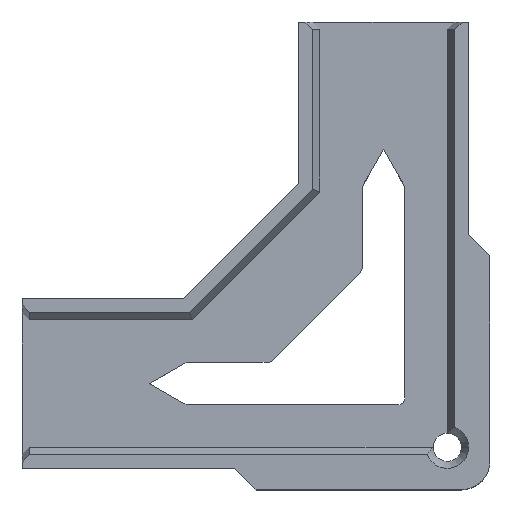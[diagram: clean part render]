
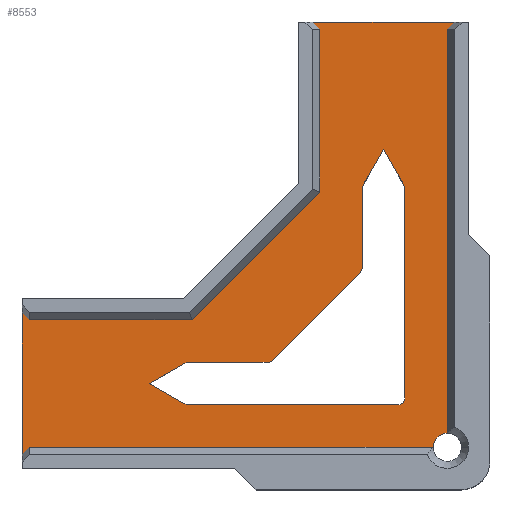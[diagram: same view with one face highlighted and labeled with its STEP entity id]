
A CAD part, top view. The second image highlights one B-rep face of the part: STEP entity #8553.
In plain terms, the highlighted planar face has unit normal (0, 0, 1).
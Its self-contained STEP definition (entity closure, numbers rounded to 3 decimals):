
#2207 = VERTEX_POINT('',#2208);
#2208 = CARTESIAN_POINT('',(-60.,-1.,3.));
#2214 = EDGE_CURVE('',#2215,#2207,#2217,.T.);
#2215 = VERTEX_POINT('',#2216);
#2216 = CARTESIAN_POINT('',(-60.,0.,3.));
#2217 = LINE('',#2218,#2219);
#2218 = CARTESIAN_POINT('',(-60.,16.078,3.));
#2219 = VECTOR('',#2220,1.);
#2220 = DIRECTION('',(-0.,-1.,-0.));
#2222 = EDGE_CURVE('',#2215,#2223,#2225,.T.);
#2223 = VERTEX_POINT('',#2224);
#2224 = CARTESIAN_POINT('',(-60.,18.,3.));
#2225 = LINE('',#2226,#2227);
#2226 = CARTESIAN_POINT('',(-60.,0.,3.));
#2227 = VECTOR('',#2228,1.);
#2228 = DIRECTION('',(0.,1.,0.));
#2230 = EDGE_CURVE('',#2223,#2231,#2233,.T.);
#2231 = VERTEX_POINT('',#2232);
#2232 = CARTESIAN_POINT('',(-60.,19.,3.));
#2233 = LINE('',#2234,#2235);
#2234 = CARTESIAN_POINT('',(-60.,16.078,3.));
#2235 = VECTOR('',#2236,1.);
#2236 = DIRECTION('',(0.,1.,0.));
#2327 = VERTEX_POINT('',#2328);
#2328 = CARTESIAN_POINT('',(-19.,60.,3.));
#2334 = EDGE_CURVE('',#2335,#2327,#2337,.T.);
#2335 = VERTEX_POINT('',#2336);
#2336 = CARTESIAN_POINT('',(-18.,60.,3.));
#2337 = LINE('',#2338,#2339);
#2338 = CARTESIAN_POINT('',(-16.078,60.,3.));
#2339 = VECTOR('',#2340,1.);
#2340 = DIRECTION('',(-1.,-0.,-0.));
#2342 = EDGE_CURVE('',#2335,#2343,#2345,.T.);
#2343 = VERTEX_POINT('',#2344);
#2344 = CARTESIAN_POINT('',(0.,60.,3.));
#2345 = LINE('',#2346,#2347);
#2346 = CARTESIAN_POINT('',(-18.,60.,3.));
#2347 = VECTOR('',#2348,1.);
#2348 = DIRECTION('',(1.,0.,0.));
#2350 = EDGE_CURVE('',#2343,#2351,#2353,.T.);
#2351 = VERTEX_POINT('',#2352);
#2352 = CARTESIAN_POINT('',(1.,60.,3.));
#2353 = LINE('',#2354,#2355);
#2354 = CARTESIAN_POINT('',(-16.078,60.,3.));
#2355 = VECTOR('',#2356,1.);
#2356 = DIRECTION('',(1.,0.,0.));
#2457 = VERTEX_POINT('',#2458);
#2458 = CARTESIAN_POINT('',(-2.,0.,3.));
#2464 = EDGE_CURVE('',#2457,#2465,#2467,.T.);
#2465 = VERTEX_POINT('',#2466);
#2466 = CARTESIAN_POINT('',(0.,2.,3.));
#2467 = CIRCLE('',#2468,2.);
#2468 = AXIS2_PLACEMENT_3D('',#2469,#2470,#2471);
#2469 = CARTESIAN_POINT('',(0.,0.,3.));
#2470 = DIRECTION('',(0.,0.,-1.));
#2471 = DIRECTION('',(1.,0.,0.));
#5494 = EDGE_CURVE('',#5495,#5497,#5499,.T.);
#5495 = VERTEX_POINT('',#5496);
#5496 = CARTESIAN_POINT('',(-37.036,11.866,3.));
#5497 = VERTEX_POINT('',#5498);
#5498 = CARTESIAN_POINT('',(-42.,9.,3.));
#5499 = LINE('',#5500,#5501);
#5500 = CARTESIAN_POINT('',(-36.804,12.,3.));
#5501 = VECTOR('',#5502,1.);
#5502 = DIRECTION('',(-0.866,-0.5,0.));
#5525 = EDGE_CURVE('',#5495,#5526,#5528,.T.);
#5526 = VERTEX_POINT('',#5527);
#5527 = CARTESIAN_POINT('',(-36.536,12.,3.));
#5528 = CIRCLE('',#5529,1.);
#5529 = AXIS2_PLACEMENT_3D('',#5530,#5531,#5532);
#5530 = CARTESIAN_POINT('',(-36.536,11.,3.));
#5531 = DIRECTION('',(0.,0.,-1.));
#5532 = DIRECTION('',(0.,1.,0.));
#5550 = EDGE_CURVE('',#5497,#5551,#5553,.T.);
#5551 = VERTEX_POINT('',#5552);
#5552 = CARTESIAN_POINT('',(-37.036,6.134,3.));
#5553 = LINE('',#5554,#5555);
#5554 = CARTESIAN_POINT('',(-42.,9.,3.));
#5555 = VECTOR('',#5556,1.);
#5556 = DIRECTION('',(0.866,-0.5,0.));
#5574 = EDGE_CURVE('',#5526,#5575,#5577,.T.);
#5575 = VERTEX_POINT('',#5576);
#5576 = CARTESIAN_POINT('',(-25.444,12.,3.));
#5577 = LINE('',#5578,#5579);
#5578 = CARTESIAN_POINT('',(-36.804,12.,3.));
#5579 = VECTOR('',#5580,1.);
#5580 = DIRECTION('',(1.,0.,0.));
#5598 = EDGE_CURVE('',#5551,#5599,#5601,.T.);
#5599 = VERTEX_POINT('',#5600);
#5600 = CARTESIAN_POINT('',(-36.536,6.,3.));
#5601 = CIRCLE('',#5602,1.);
#5602 = AXIS2_PLACEMENT_3D('',#5603,#5604,#5605);
#5603 = CARTESIAN_POINT('',(-36.536,7.,3.));
#5604 = DIRECTION('',(0.,-0.,1.));
#5605 = DIRECTION('',(0.,1.,0.));
#5623 = EDGE_CURVE('',#5575,#5624,#5626,.T.);
#5624 = VERTEX_POINT('',#5625);
#5625 = CARTESIAN_POINT('',(-24.737,12.293,3.));
#5626 = CIRCLE('',#5627,1.);
#5627 = AXIS2_PLACEMENT_3D('',#5628,#5629,#5630);
#5628 = CARTESIAN_POINT('',(-25.444,13.,3.));
#5629 = DIRECTION('',(0.,-0.,1.));
#5630 = DIRECTION('',(0.,1.,0.));
#5648 = EDGE_CURVE('',#5649,#5599,#5651,.T.);
#5649 = VERTEX_POINT('',#5650);
#5650 = CARTESIAN_POINT('',(-7.,6.,3.));
#5651 = LINE('',#5652,#5653);
#5652 = CARTESIAN_POINT('',(-6.,6.,3.));
#5653 = VECTOR('',#5654,1.);
#5654 = DIRECTION('',(-1.,0.,0.));
#5672 = EDGE_CURVE('',#5624,#5673,#5675,.T.);
#5673 = VERTEX_POINT('',#5674);
#5674 = CARTESIAN_POINT('',(-12.293,24.737,3.));
#5675 = LINE('',#5676,#5677);
#5676 = CARTESIAN_POINT('',(-25.029,12.,3.));
#5677 = VECTOR('',#5678,1.);
#5678 = DIRECTION('',(0.707,0.707,0.));
#5696 = EDGE_CURVE('',#5649,#5697,#5699,.T.);
#5697 = VERTEX_POINT('',#5698);
#5698 = CARTESIAN_POINT('',(-6.,7.,3.));
#5699 = CIRCLE('',#5700,1.);
#5700 = AXIS2_PLACEMENT_3D('',#5701,#5702,#5703);
#5701 = CARTESIAN_POINT('',(-7.,7.,3.));
#5702 = DIRECTION('',(0.,-0.,1.));
#5703 = DIRECTION('',(0.,1.,0.));
#5721 = EDGE_CURVE('',#5673,#5722,#5724,.T.);
#5722 = VERTEX_POINT('',#5723);
#5723 = CARTESIAN_POINT('',(-12.,25.444,3.));
#5724 = CIRCLE('',#5725,1.);
#5725 = AXIS2_PLACEMENT_3D('',#5726,#5727,#5728);
#5726 = CARTESIAN_POINT('',(-13.,25.444,3.));
#5727 = DIRECTION('',(0.,-0.,1.));
#5728 = DIRECTION('',(0.,1.,0.));
#5746 = EDGE_CURVE('',#5747,#5697,#5749,.T.);
#5747 = VERTEX_POINT('',#5748);
#5748 = CARTESIAN_POINT('',(-6.,36.536,3.));
#5749 = LINE('',#5750,#5751);
#5750 = CARTESIAN_POINT('',(-6.,36.804,3.));
#5751 = VECTOR('',#5752,1.);
#5752 = DIRECTION('',(0.,-1.,0.));
#5770 = EDGE_CURVE('',#5722,#5771,#5773,.T.);
#5771 = VERTEX_POINT('',#5772);
#5772 = CARTESIAN_POINT('',(-12.,36.536,3.));
#5773 = LINE('',#5774,#5775);
#5774 = CARTESIAN_POINT('',(-12.,25.029,3.));
#5775 = VECTOR('',#5776,1.);
#5776 = DIRECTION('',(0.,1.,0.));
#5794 = EDGE_CURVE('',#5747,#5795,#5797,.T.);
#5795 = VERTEX_POINT('',#5796);
#5796 = CARTESIAN_POINT('',(-6.134,37.036,3.));
#5797 = CIRCLE('',#5798,1.);
#5798 = AXIS2_PLACEMENT_3D('',#5799,#5800,#5801);
#5799 = CARTESIAN_POINT('',(-7.,36.536,3.));
#5800 = DIRECTION('',(0.,-0.,1.));
#5801 = DIRECTION('',(0.,1.,0.));
#5819 = EDGE_CURVE('',#5771,#5820,#5822,.T.);
#5820 = VERTEX_POINT('',#5821);
#5821 = CARTESIAN_POINT('',(-11.866,37.036,3.));
#5822 = CIRCLE('',#5823,1.);
#5823 = AXIS2_PLACEMENT_3D('',#5824,#5825,#5826);
#5824 = CARTESIAN_POINT('',(-11.,36.536,3.));
#5825 = DIRECTION('',(0.,0.,-1.));
#5826 = DIRECTION('',(0.,1.,0.));
#5844 = EDGE_CURVE('',#5845,#5795,#5847,.T.);
#5845 = VERTEX_POINT('',#5846);
#5846 = CARTESIAN_POINT('',(-9.,42.,3.));
#5847 = LINE('',#5848,#5849);
#5848 = CARTESIAN_POINT('',(-9.,42.,3.));
#5849 = VECTOR('',#5850,1.);
#5850 = DIRECTION('',(0.5,-0.866,0.));
#5868 = EDGE_CURVE('',#5820,#5845,#5869,.T.);
#5869 = LINE('',#5870,#5871);
#5870 = CARTESIAN_POINT('',(-12.,36.804,3.));
#5871 = VECTOR('',#5872,1.);
#5872 = DIRECTION('',(0.5,0.866,0.));
#8533 = EDGE_CURVE('',#2231,#8534,#8536,.T.);
#8534 = VERTEX_POINT('',#8535);
#8535 = CARTESIAN_POINT('',(-59.,18.,3.));
#8536 = LINE('',#8537,#8538);
#8537 = CARTESIAN_POINT('',(-51.578,10.578,3.));
#8538 = VECTOR('',#8539,1.);
#8539 = DIRECTION('',(0.707,-0.707,0.));
#8553 = ADVANCED_FACE('',(#8554,#8572),#8640,.T.);
#8554 = FACE_BOUND('',#8555,.T.);
#8555 = EDGE_LOOP('',(#8556,#8557,#8558,#8559,#8560,#8561,#8562,#8563,
    #8564,#8565,#8566,#8567,#8568,#8569,#8570,#8571));
#8556 = ORIENTED_EDGE('',*,*,#5494,.F.);
#8557 = ORIENTED_EDGE('',*,*,#5525,.T.);
#8558 = ORIENTED_EDGE('',*,*,#5574,.T.);
#8559 = ORIENTED_EDGE('',*,*,#5623,.T.);
#8560 = ORIENTED_EDGE('',*,*,#5672,.T.);
#8561 = ORIENTED_EDGE('',*,*,#5721,.T.);
#8562 = ORIENTED_EDGE('',*,*,#5770,.T.);
#8563 = ORIENTED_EDGE('',*,*,#5819,.T.);
#8564 = ORIENTED_EDGE('',*,*,#5868,.T.);
#8565 = ORIENTED_EDGE('',*,*,#5844,.T.);
#8566 = ORIENTED_EDGE('',*,*,#5794,.F.);
#8567 = ORIENTED_EDGE('',*,*,#5746,.T.);
#8568 = ORIENTED_EDGE('',*,*,#5696,.F.);
#8569 = ORIENTED_EDGE('',*,*,#5648,.T.);
#8570 = ORIENTED_EDGE('',*,*,#5598,.F.);
#8571 = ORIENTED_EDGE('',*,*,#5550,.F.);
#8572 = FACE_BOUND('',#8573,.T.);
#8573 = EDGE_LOOP('',(#8574,#8582,#8588,#8589,#8590,#8591,#8599,#8607,
    #8615,#8621,#8622,#8623,#8624,#8625,#8633,#8639));
#8574 = ORIENTED_EDGE('',*,*,#8575,.F.);
#8575 = EDGE_CURVE('',#8576,#2465,#8578,.T.);
#8576 = VERTEX_POINT('',#8577);
#8577 = CARTESIAN_POINT('',(0.,59.,3.));
#8578 = LINE('',#8579,#8580);
#8579 = CARTESIAN_POINT('',(0.,60.,3.));
#8580 = VECTOR('',#8581,1.);
#8581 = DIRECTION('',(0.,-1.,0.));
#8582 = ORIENTED_EDGE('',*,*,#8583,.F.);
#8583 = EDGE_CURVE('',#2351,#8576,#8584,.T.);
#8584 = LINE('',#8585,#8586);
#8585 = CARTESIAN_POINT('',(-14.5,44.5,3.));
#8586 = VECTOR('',#8587,1.);
#8587 = DIRECTION('',(-0.707,-0.707,0.));
#8588 = ORIENTED_EDGE('',*,*,#2350,.F.);
#8589 = ORIENTED_EDGE('',*,*,#2342,.F.);
#8590 = ORIENTED_EDGE('',*,*,#2334,.T.);
#8591 = ORIENTED_EDGE('',*,*,#8592,.T.);
#8592 = EDGE_CURVE('',#2327,#8593,#8595,.T.);
#8593 = VERTEX_POINT('',#8594);
#8594 = CARTESIAN_POINT('',(-18.,59.,3.));
#8595 = LINE('',#8596,#8597);
#8596 = CARTESIAN_POINT('',(-10.578,51.578,3.));
#8597 = VECTOR('',#8598,1.);
#8598 = DIRECTION('',(0.707,-0.707,0.));
#8599 = ORIENTED_EDGE('',*,*,#8600,.F.);
#8600 = EDGE_CURVE('',#8601,#8593,#8603,.T.);
#8601 = VERTEX_POINT('',#8602);
#8602 = CARTESIAN_POINT('',(-18.,36.,3.));
#8603 = LINE('',#8604,#8605);
#8604 = CARTESIAN_POINT('',(-18.,36.,3.));
#8605 = VECTOR('',#8606,1.);
#8606 = DIRECTION('',(0.,1.,0.));
#8607 = ORIENTED_EDGE('',*,*,#8608,.F.);
#8608 = EDGE_CURVE('',#8609,#8601,#8611,.T.);
#8609 = VERTEX_POINT('',#8610);
#8610 = CARTESIAN_POINT('',(-36.,18.,3.));
#8611 = LINE('',#8612,#8613);
#8612 = CARTESIAN_POINT('',(-36.,18.,3.));
#8613 = VECTOR('',#8614,1.);
#8614 = DIRECTION('',(0.707,0.707,0.));
#8615 = ORIENTED_EDGE('',*,*,#8616,.F.);
#8616 = EDGE_CURVE('',#8534,#8609,#8617,.T.);
#8617 = LINE('',#8618,#8619);
#8618 = CARTESIAN_POINT('',(-60.,18.,3.));
#8619 = VECTOR('',#8620,1.);
#8620 = DIRECTION('',(1.,0.,0.));
#8621 = ORIENTED_EDGE('',*,*,#8533,.F.);
#8622 = ORIENTED_EDGE('',*,*,#2230,.F.);
#8623 = ORIENTED_EDGE('',*,*,#2222,.F.);
#8624 = ORIENTED_EDGE('',*,*,#2214,.T.);
#8625 = ORIENTED_EDGE('',*,*,#8626,.T.);
#8626 = EDGE_CURVE('',#2207,#8627,#8629,.T.);
#8627 = VERTEX_POINT('',#8628);
#8628 = CARTESIAN_POINT('',(-59.,0.,3.));
#8629 = LINE('',#8630,#8631);
#8630 = CARTESIAN_POINT('',(-44.5,14.5,3.));
#8631 = VECTOR('',#8632,1.);
#8632 = DIRECTION('',(0.707,0.707,0.));
#8633 = ORIENTED_EDGE('',*,*,#8634,.F.);
#8634 = EDGE_CURVE('',#2457,#8627,#8635,.T.);
#8635 = LINE('',#8636,#8637);
#8636 = CARTESIAN_POINT('',(0.,0.,3.));
#8637 = VECTOR('',#8638,1.);
#8638 = DIRECTION('',(-1.,0.,0.));
#8639 = ORIENTED_EDGE('',*,*,#2464,.T.);
#8640 = PLANE('',#8641);
#8641 = AXIS2_PLACEMENT_3D('',#8642,#8643,#8644);
#8642 = CARTESIAN_POINT('',(-23.156,23.156,3.));
#8643 = DIRECTION('',(0.,0.,1.));
#8644 = DIRECTION('',(1.,0.,0.));
